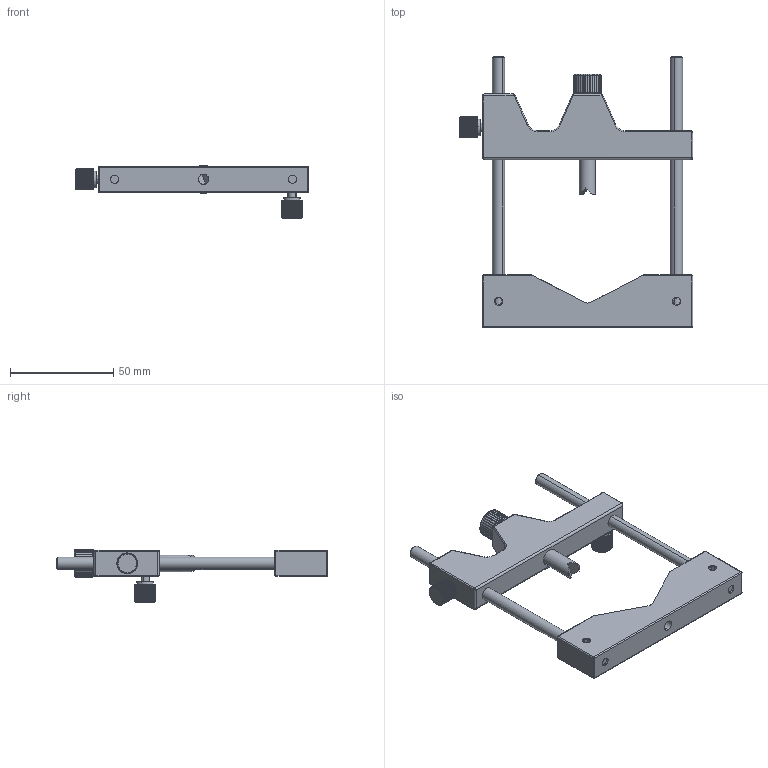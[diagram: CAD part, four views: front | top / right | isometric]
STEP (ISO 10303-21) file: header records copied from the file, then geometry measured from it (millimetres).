
FILE_DESCRIPTION (( 'STEP AP203' ), '1' );
FILE_NAME ('M-ALH-3.step', '2021-09-06T08:41:01', ( '' ), ( '' ), 'SwSTEP 2.0', 'SolidWorks 2020', '' );
FILE_SCHEMA (( 'CONFIG_CONTROL_DESIGN' ));
Length unit declared in the file: millimetre
Products named in the file (1): M-ALH-3
Bounding box: 112.8 x 131 x 25.75 mm (x, y, z)
Surface area: 23195.8 mm2 (no closed solid volume)
Topology: 0 solids, 14 shells, 636 faces, 1827 edges, 1186 vertices
Faces by surface type: plane 363, cylinder 228, bspline 17, cone 12, torus 8, sphere 8
Entity records: 22377 total; most frequent: CARTESIAN_POINT 6443, ORIENTED_EDGE 3538, DIRECTION 3031, EDGE_CURVE 1807, VERTEX_POINT 1186, AXIS2_PLACEMENT_3D 1092, VECTOR 847, LINE 847
